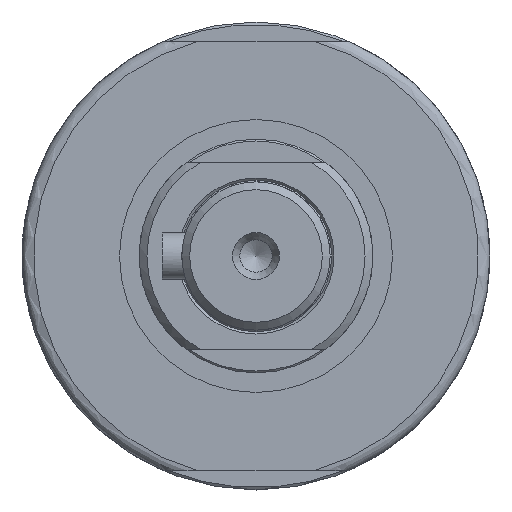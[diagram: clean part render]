
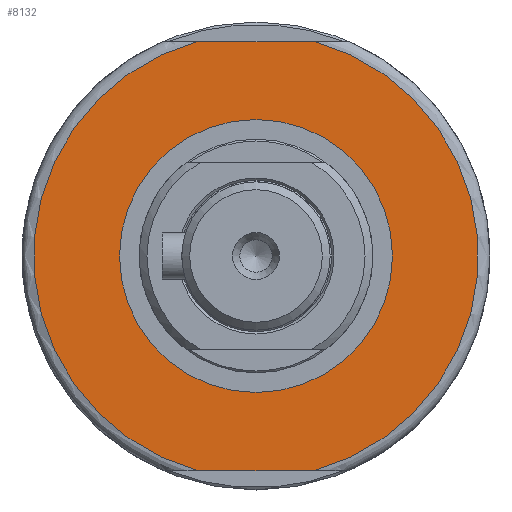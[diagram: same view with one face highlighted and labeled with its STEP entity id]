
A CAD part, left-side view. The second image highlights one B-rep face of the part: STEP entity #8132.
In plain terms, the highlighted planar face has unit normal (-1, 0, 0).
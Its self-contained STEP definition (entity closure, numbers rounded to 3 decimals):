
#533=FACE_BOUND('',#2608,.T.);
#911=LINE('',#13900,#1398);
#915=LINE('',#13949,#1402);
#1398=VECTOR('',#10953,10.);
#1402=VECTOR('',#10963,10.);
#2083=FACE_OUTER_BOUND('',#2607,.T.);
#2607=EDGE_LOOP('',(#6695,#6696,#6697,#6698));
#2608=EDGE_LOOP('',(#6699,#6700));
#3129=CIRCLE('',#8999,28.5);
#3130=CIRCLE('',#9000,28.5);
#3131=CIRCLE('',#9001,17.5);
#3132=CIRCLE('',#9002,17.5);
#3870=VERTEX_POINT('',#13884);
#3871=VERTEX_POINT('',#13899);
#3878=VERTEX_POINT('',#13933);
#3879=VERTEX_POINT('',#13948);
#3882=VERTEX_POINT('',#13983);
#3883=VERTEX_POINT('',#13984);
#4858=EDGE_CURVE('',#3871,#3870,#911,.T.);
#4867=EDGE_CURVE('',#3879,#3878,#915,.T.);
#4878=EDGE_CURVE('',#3879,#3870,#3129,.T.);
#4879=EDGE_CURVE('',#3871,#3878,#3130,.T.);
#4880=EDGE_CURVE('',#3882,#3883,#3131,.T.);
#4881=EDGE_CURVE('',#3883,#3882,#3132,.T.);
#6695=ORIENTED_EDGE('',*,*,#4858,.T.);
#6696=ORIENTED_EDGE('',*,*,#4878,.F.);
#6697=ORIENTED_EDGE('',*,*,#4867,.T.);
#6698=ORIENTED_EDGE('',*,*,#4879,.F.);
#6699=ORIENTED_EDGE('',*,*,#4880,.T.);
#6700=ORIENTED_EDGE('',*,*,#4881,.T.);
#7770=PLANE('',#8998);
#8132=ADVANCED_FACE('',(#2083,#533),#7770,.T.);
#8998=AXIS2_PLACEMENT_3D('',#13980,#10991,#10992);
#8999=AXIS2_PLACEMENT_3D('',#13981,#10993,#10994);
#9000=AXIS2_PLACEMENT_3D('',#13982,#10995,#10996);
#9001=AXIS2_PLACEMENT_3D('',#13985,#10997,#10998);
#9002=AXIS2_PLACEMENT_3D('',#13986,#10999,#11000);
#10953=DIRECTION('',(0.,1.,0.));
#10963=DIRECTION('',(0.,-1.,0.));
#10991=DIRECTION('center_axis',(-1.,0.,0.));
#10992=DIRECTION('ref_axis',(0.,0.,
1.));
#10993=DIRECTION('center_axis',(1.,0.,0.));
#10994=DIRECTION('ref_axis',(0.,1.,0.));
#10995=DIRECTION('center_axis',(1.,0.,0.));
#10996=DIRECTION('ref_axis',(0.,1.,0.));
#10997=DIRECTION('center_axis',(1.,0.,0.));
#10998=DIRECTION('ref_axis',(0.,1.,0.));
#10999=DIRECTION('center_axis',(1.,0.,0.));
#11000=DIRECTION('ref_axis',(0.,1.,0.));
#13884=CARTESIAN_POINT('',(-86.,7.483,27.5));
#13899=CARTESIAN_POINT('',(-86.,-7.483,27.5));
#13900=CARTESIAN_POINT('',(-86.,24.063,27.5));
#13933=CARTESIAN_POINT('',(-86.,-7.483,-27.5));
#13948=CARTESIAN_POINT('',(-86.,7.483,-27.5));
#13949=CARTESIAN_POINT('',(-86.,-1.553,-27.5));
#13980=CARTESIAN_POINT('Origin',(-86.,23.,0.));
#13981=CARTESIAN_POINT('Origin',(-86.,0.,
0.));
#13982=CARTESIAN_POINT('Origin',(-86.,0.,
0.));
#13983=CARTESIAN_POINT('',(-86.,17.5,0.));
#13984=CARTESIAN_POINT('',(-86.,-17.5,0.));
#13985=CARTESIAN_POINT('Origin',(-86.,0.,
0.));
#13986=CARTESIAN_POINT('Origin',(-86.,0.,
0.));
